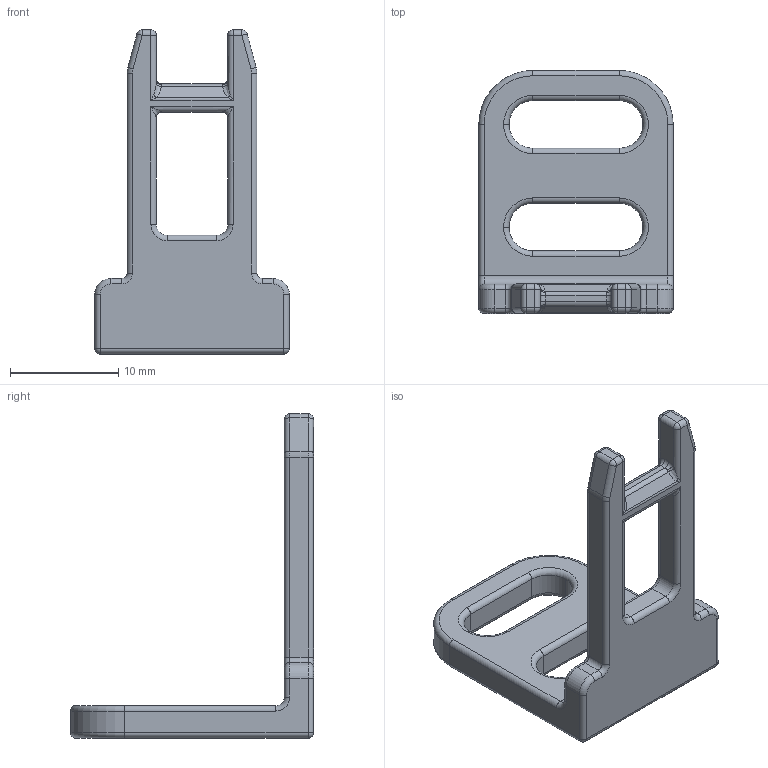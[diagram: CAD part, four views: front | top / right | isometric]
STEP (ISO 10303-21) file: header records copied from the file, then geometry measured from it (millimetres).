
FILE_DESCRIPTION (( 'STEP AP214' ), '1' );
FILE_NAME ('140180.STEP', '2015-08-11T15:03:23', ( '' ), ( '' ), 'SwSTEP 2.0', 'SolidWorks 2014', '' );
FILE_SCHEMA (( 'AUTOMOTIVE_DESIGN' ));
Length unit declared in the file: inch
Products named in the file (1): 140180
Bounding box: 18 x 22.5 x 30 mm (x, y, z)
Volume: 1486.1 mm3; surface area: 1608.6 mm2
Topology: 1 solids, 1 shells, 168 faces, 394 edges, 210 vertices
Faces by surface type: cylinder 76, torus 38, plane 28, bspline 16, sphere 10
Entity records: 5162 total; most frequent: CARTESIAN_POINT 1399, DIRECTION 844, ORIENTED_EDGE 752, EDGE_CURVE 376, AXIS2_PLACEMENT_3D 347, VERTEX_POINT 210, CIRCLE 194, EDGE_LOOP 174
